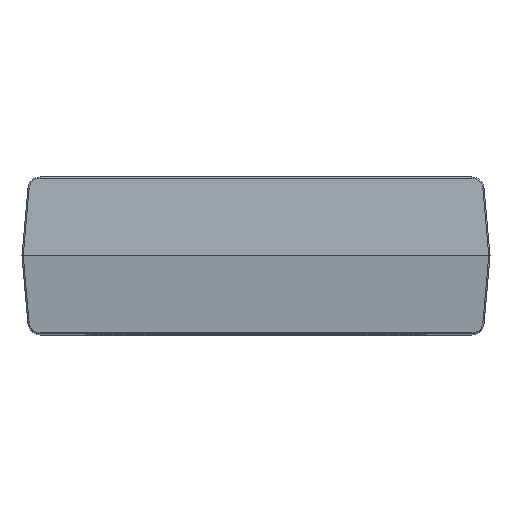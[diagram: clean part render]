
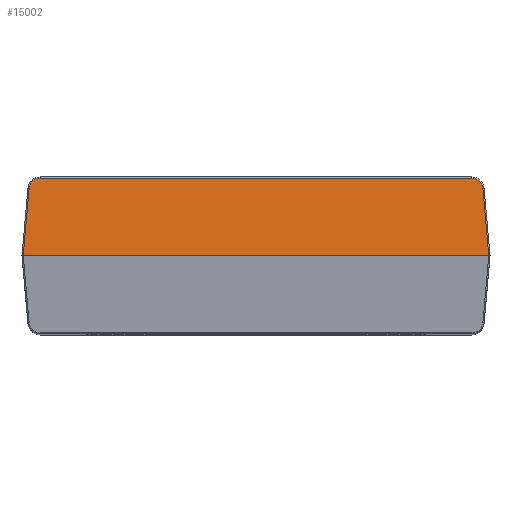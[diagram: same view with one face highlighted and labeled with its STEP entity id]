
A CAD part, top view. The second image highlights one B-rep face of the part: STEP entity #15002.
In plain terms, the highlighted planar face has unit normal (0, 0.087, 0.996).
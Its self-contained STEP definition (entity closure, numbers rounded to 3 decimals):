
#636 = VECTOR ( 'NONE', #15400, 1000. ) ;
#1030 = ORIENTED_EDGE ( 'NONE', *, *, #17359, .F. ) ;
#1400 = CARTESIAN_POINT ( 'NONE',  ( -3.78, -0.273, 13.19 ) ) ;
#1470 = ORIENTED_EDGE ( 'NONE', *, *, #8081, .T. ) ;
#1915 = CARTESIAN_POINT ( 'NONE',  ( 3.505, 0.982, 13.08 ) ) ;
#1966 = CARTESIAN_POINT ( 'NONE',  ( -3.688, 0.982, 13.08 ) ) ;
#2162 =( BOUNDED_CURVE ( )  B_SPLINE_CURVE ( 3, ( #9055, #11805, #10760, #10370 ),
 .UNSPECIFIED., .F., .F. ) 
 B_SPLINE_CURVE_WITH_KNOTS ( ( 4, 4 ),
 ( 1.658, 3.142 ),
 .UNSPECIFIED. ) 
 CURVE ( )  GEOMETRIC_REPRESENTATION_ITEM ( )  RATIONAL_B_SPLINE_CURVE ( ( 1., 0.825, 0.825, 1. ) ) 
 REPRESENTATION_ITEM ( '' )  );
#3474 = CARTESIAN_POINT ( 'NONE',  ( 3.603, 0.982, 13.08 ) ) ;
#3693 = VERTEX_POINT ( 'NONE', #4202 ) ;
#3816 = ORIENTED_EDGE ( 'NONE', *, *, #4098, .T. ) ;
#4098 = EDGE_CURVE ( 'NONE', #3693, #13655, #6502, .T. ) ;
#4202 = CARTESIAN_POINT ( 'NONE',  ( 3.78, -0.273, 13.19 ) ) ;
#4332 = ORIENTED_EDGE ( 'NONE', *, *, #12192, .T. ) ;
#4796 = CARTESIAN_POINT ( 'NONE',  ( 3.676, 0.915, 13.086 ) ) ;
#4941 = LINE ( 'NONE', #10764, #14631 ) ;
#4985 = CARTESIAN_POINT ( 'NONE',  ( 3.685, 0.817, 13.094 ) ) ;
#5115 = DIRECTION ( 'NONE',  ( -0.087, -0.992, 0.087 ) ) ;
#5565 = CARTESIAN_POINT ( 'NONE',  ( 3.505, 0.982, 13.08 ) ) ;
#6334 = EDGE_LOOP ( 'NONE', ( #1030, #10017, #1470, #3816, #8907, #4332 ) ) ;
#6502 = LINE ( 'NONE', #18076, #636 ) ;
#6884 = CARTESIAN_POINT ( 'NONE',  ( -3.8, -0.275, 13.19 ) ) ;
#8081 = EDGE_CURVE ( 'NONE', #17876, #3693, #8650, .T. ) ;
#8170 = VECTOR ( 'NONE', #14431, 1000. ) ;
#8448 = CARTESIAN_POINT ( 'NONE',  ( -3.505, 0.982, 13.08 ) ) ;
#8650 = LINE ( 'NONE', #16231, #8170 ) ;
#8894 = VERTEX_POINT ( 'NONE', #8448 ) ;
#8907 = ORIENTED_EDGE ( 'NONE', *, *, #10658, .F. ) ;
#9055 = CARTESIAN_POINT ( 'NONE',  ( -3.685, 0.817, 13.094 ) ) ;
#9374 = CARTESIAN_POINT ( 'NONE',  ( -3.685, 0.817, 13.094 ) ) ;
#10017 = ORIENTED_EDGE ( 'NONE', *, *, #10191, .T. ) ;
#10191 = EDGE_CURVE ( 'NONE', #18747, #17876, #4941, .T. ) ;
#10370 = CARTESIAN_POINT ( 'NONE',  ( -3.505, 0.982, 13.08 ) ) ;
#10574 = DIRECTION ( 'NONE',  ( -1., 0., 0. ) ) ;
#10658 = EDGE_CURVE ( 'NONE', #12332, #13655, #17833, .T. ) ;
#10760 = CARTESIAN_POINT ( 'NONE',  ( -3.603, 0.982, 13.08 ) ) ;
#10764 = CARTESIAN_POINT ( 'NONE',  ( -3.78, -0.277, 13.19 ) ) ;
#11805 = CARTESIAN_POINT ( 'NONE',  ( -3.676, 0.915, 13.086 ) ) ;
#12192 = EDGE_CURVE ( 'NONE', #12332, #8894, #14725, .T. ) ;
#12332 = VERTEX_POINT ( 'NONE', #5565 ) ;
#12597 = FACE_OUTER_BOUND ( 'NONE', #6334, .T. ) ;
#12688 = DIRECTION ( 'NONE',  ( 0., 0.087, 0.996 ) ) ;
#13655 = VERTEX_POINT ( 'NONE', #17849 ) ;
#14431 = DIRECTION ( 'NONE',  ( 1., 0., 0. ) ) ;
#14631 = VECTOR ( 'NONE', #5115, 1000. ) ;
#14725 = LINE ( 'NONE', #1966, #15898 ) ;
#15002 = ADVANCED_FACE ( 'NONE', ( #12597 ), #18088, .T. ) ;
#15121 = AXIS2_PLACEMENT_3D ( 'NONE', #6884, #12688, #18442 ) ;
#15400 = DIRECTION ( 'NONE',  ( -0.087, 0.992, -0.087 ) ) ;
#15898 = VECTOR ( 'NONE', #10574, 1000. ) ;
#16231 = CARTESIAN_POINT ( 'NONE',  ( 3.8, -0.273, 13.19 ) ) ;
#17359 = EDGE_CURVE ( 'NONE', #18747, #8894, #2162, .T. ) ;
#17833 =( BOUNDED_CURVE ( )  B_SPLINE_CURVE ( 3, ( #1915, #3474, #4796, #4985 ),
 .UNSPECIFIED., .F., .F. ) 
 B_SPLINE_CURVE_WITH_KNOTS ( ( 4, 4 ),
 ( 0., 1.484 ),
 .UNSPECIFIED. ) 
 CURVE ( )  GEOMETRIC_REPRESENTATION_ITEM ( )  RATIONAL_B_SPLINE_CURVE ( ( 1., 0.825, 0.825, 1. ) ) 
 REPRESENTATION_ITEM ( '' )  );
#17849 = CARTESIAN_POINT ( 'NONE',  ( 3.685, 0.817, 13.094 ) ) ;
#17876 = VERTEX_POINT ( 'NONE', #1400 ) ;
#18076 = CARTESIAN_POINT ( 'NONE',  ( 3.723, 0.378, 13.133 ) ) ;
#18088 = PLANE ( 'NONE',  #15121 ) ;
#18442 = DIRECTION ( 'NONE',  ( 0., -0.996, 0.087 ) ) ;
#18747 = VERTEX_POINT ( 'NONE', #9374 ) ;
